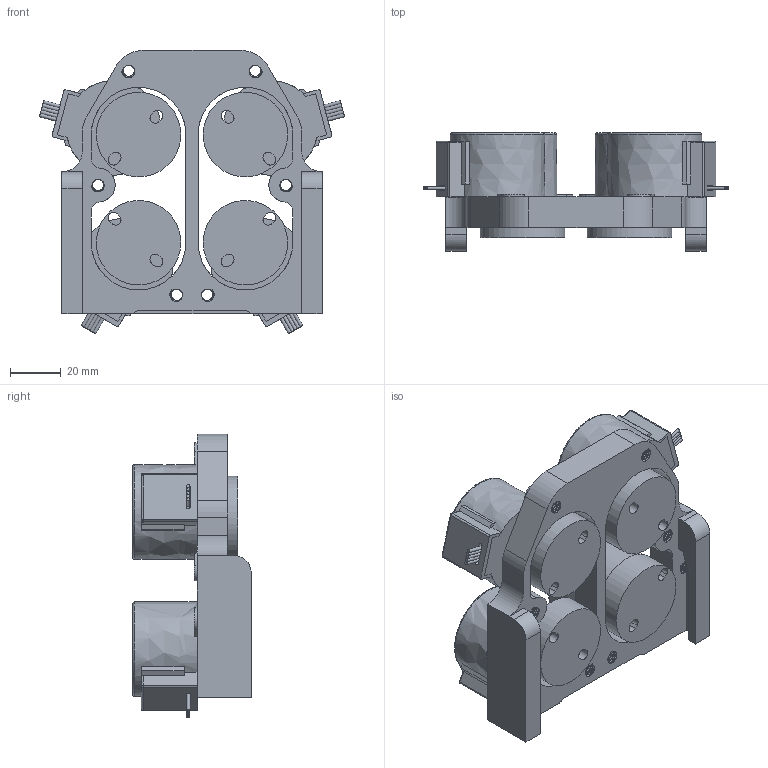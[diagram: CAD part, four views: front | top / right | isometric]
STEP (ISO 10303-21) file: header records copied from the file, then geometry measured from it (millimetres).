
FILE_DESCRIPTION(('FreeCAD Model'),'2;1');
FILE_NAME('Open CASCADE Shape Model','2025-04-26T23:47:18',('FreeCAD'),( 'FreeCAD'),'Open CASCADE STEP processor 7.6','FreeCAD','Unknown');
FILE_SCHEMA(('AUTOMOTIVE_DESIGN { 1 0 10303 214 1 1 1 1 }'));
Products named in the file (1): Open CASCADE STEP translator 7.6 1
Bounding box: 120.14 x 46.58 x 111.76 mm (x, y, z)
Volume: 212933 mm3; surface area: 71887 mm2
Topology: 41 solids, 41 shells, 700 faces, 1782 edges, 1178 vertices
Faces by surface type: bspline 700
Entity records: 37328 total; most frequent: CARTESIAN_POINT 26827, ORIENTED_EDGE 3564, EDGE_CURVE 1782, B_SPLINE_CURVE_WITH_KNOTS 1326, VERTEX_POINT 1178, FACE_BOUND 782, EDGE_LOOP 782, ADVANCED_FACE 700
